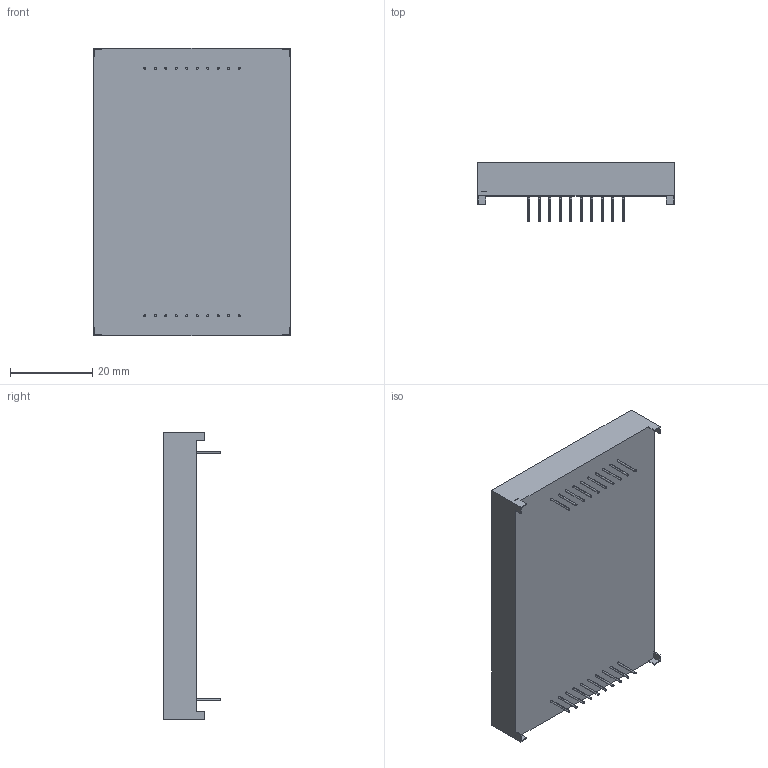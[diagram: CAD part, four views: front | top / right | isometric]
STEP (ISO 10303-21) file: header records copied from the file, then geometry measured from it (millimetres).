
FILE_DESCRIPTION (( 'STEP AP214' ), '1' );
FILE_NAME ('PSA23-11.STEP', '2008-09-07T15:46:05', ( '' ), ( '' ), 'SwSTEP 2.0', 'SolidWorks 2008', '' );
FILE_SCHEMA (( 'AUTOMOTIVE_DESIGN' ));
Length unit declared in the file: millimetre
Products named in the file (1): PSA23-11
Bounding box: 47.8 x 14 x 69.84 mm (x, y, z)
Volume: 26683 mm3; surface area: 8847.4 mm2
Topology: 1 solids, 1 shells, 484 faces, 1251 edges, 834 vertices
Faces by surface type: plane 326, bspline 116, cylinder 42
Entity records: 23330 total; most frequent: CARTESIAN_POINT 8958, ORIENTED_EDGE 2502, DIRECTION 1841, EDGE_CURVE 1251, LINE 935, VECTOR 935, VERTEX_POINT 834, EDGE_LOOP 549
